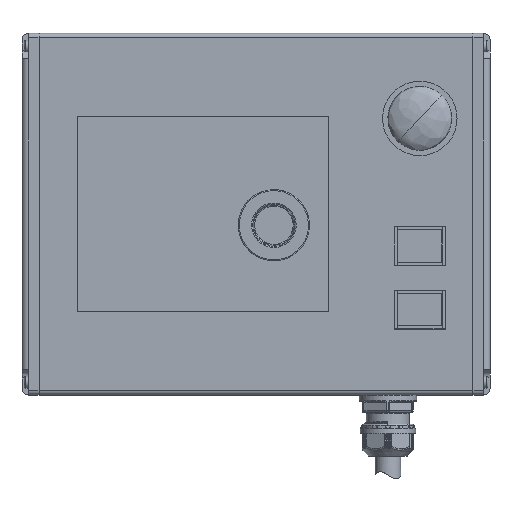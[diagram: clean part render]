
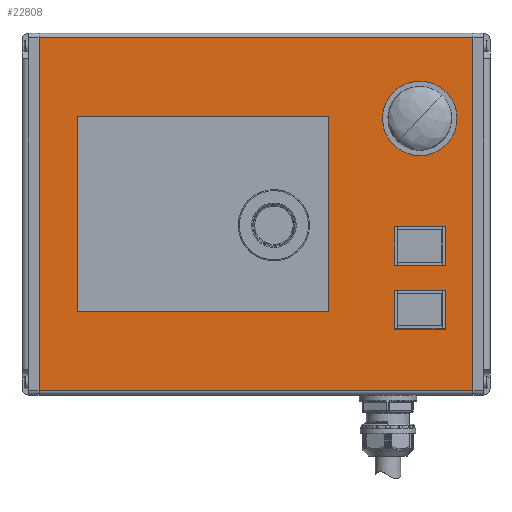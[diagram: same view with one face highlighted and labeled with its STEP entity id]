
A CAD part, top view. The second image highlights one B-rep face of the part: STEP entity #22808.
In plain terms, the highlighted planar face has unit normal (0, 0, 1).
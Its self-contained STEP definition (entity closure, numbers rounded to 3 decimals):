
#147 = DIRECTION ( 'NONE',  ( -1., 0., 0. ) ) ;
#309 = VECTOR ( 'NONE', #12481, 1000. ) ;
#485 = EDGE_CURVE ( 'NONE', #1553, #14578, #33630, .T. ) ;
#792 = CARTESIAN_POINT ( 'NONE',  ( 102., 83., 25. ) ) ;
#962 = LINE ( 'NONE', #35167, #309 ) ;
#1407 = VERTEX_POINT ( 'NONE', #20127 ) ;
#1553 = VERTEX_POINT ( 'NONE', #12961 ) ;
#2309 = VERTEX_POINT ( 'NONE', #22049 ) ;
#2417 = DIRECTION ( 'NONE',  ( 0., -1., 0. ) ) ;
#2792 = VERTEX_POINT ( 'NONE', #3879 ) ;
#2870 = EDGE_CURVE ( 'NONE', #11701, #17153, #962, .T. ) ;
#3500 = CARTESIAN_POINT ( 'NONE',  ( 65., -6., 25. ) ) ;
#3879 = CARTESIAN_POINT ( 'NONE',  ( 101.9, 83., 25. ) ) ;
#3887 = ORIENTED_EDGE ( 'NONE', *, *, #7046, .T. ) ;
#3976 = LINE ( 'NONE', #12572, #19837 ) ;
#4240 = DIRECTION ( 'NONE',  ( 0., 0., 1. ) ) ;
#4268 = EDGE_CURVE ( 'NONE', #4553, #11701, #3976, .T. ) ;
#4501 = VECTOR ( 'NONE', #28146, 1000. ) ;
#4553 = VERTEX_POINT ( 'NONE', #16918 ) ;
#4565 = EDGE_CURVE ( 'NONE', #15257, #29136, #22418, .T. ) ;
#4705 = FACE_BOUND ( 'NONE', #23993, .T. ) ;
#5174 = ORIENTED_EDGE ( 'NONE', *, *, #4565, .F. ) ;
#5753 = EDGE_CURVE ( 'NONE', #12646, #24497, #17563, .T. ) ;
#6323 = LINE ( 'NONE', #6690, #35754 ) ;
#6677 = LINE ( 'NONE', #6865, #21974 ) ;
#6690 = CARTESIAN_POINT ( 'NONE',  ( 101.9, 83., 25. ) ) ;
#6865 = CARTESIAN_POINT ( 'NONE',  ( -101.9, 83., 25. ) ) ;
#7046 = EDGE_CURVE ( 'NONE', #2309, #25659, #27467, .T. ) ;
#7129 = VECTOR ( 'NONE', #16014, 1000. ) ;
#7236 = CIRCLE ( 'NONE', #22983, 17.5 ) ;
#7560 = CARTESIAN_POINT ( 'NONE',  ( 89., -6., 25. ) ) ;
#7561 = ORIENTED_EDGE ( 'NONE', *, *, #5753, .F. ) ;
#7563 = VECTOR ( 'NONE', #11221, 1000. ) ;
#7624 = VECTOR ( 'NONE', #147, 1000. ) ;
#7852 = LINE ( 'NONE', #25193, #7624 ) ;
#8003 = CARTESIAN_POINT ( 'NONE',  ( 102., 83., 25. ) ) ;
#8145 = CARTESIAN_POINT ( 'NONE',  ( 59.5, 45., 25. ) ) ;
#8843 = ORIENTED_EDGE ( 'NONE', *, *, #31621, .F. ) ;
#9196 = VERTEX_POINT ( 'NONE', #22847 ) ;
#9630 = LINE ( 'NONE', #26803, #7129 ) ;
#9638 = CARTESIAN_POINT ( 'NONE',  ( 102., -54., 25. ) ) ;
#9749 = VECTOR ( 'NONE', #23916, 1000. ) ;
#10080 = VECTOR ( 'NONE', #2417, 1000. ) ;
#10284 = EDGE_CURVE ( 'NONE', #16340, #1407, #7236, .T. ) ;
#10540 = DIRECTION ( 'NONE',  ( -1., 0., 0. ) ) ;
#10790 = LINE ( 'NONE', #33106, #14589 ) ;
#11221 = DIRECTION ( 'NONE',  ( 0., -1., 0. ) ) ;
#11537 = CARTESIAN_POINT ( 'NONE',  ( -84., 46., 25. ) ) ;
#11701 = VERTEX_POINT ( 'NONE', #21761 ) ;
#11879 = ORIENTED_EDGE ( 'NONE', *, *, #17182, .F. ) ;
#12100 = ORIENTED_EDGE ( 'NONE', *, *, #20783, .F. ) ;
#12171 = DIRECTION ( 'NONE',  ( 0., 1., 0. ) ) ;
#12193 = ORIENTED_EDGE ( 'NONE', *, *, #13792, .T. ) ;
#12432 = CARTESIAN_POINT ( 'NONE',  ( 77., 45., 25. ) ) ;
#12481 = DIRECTION ( 'NONE',  ( 0., 1., 0. ) ) ;
#12572 = CARTESIAN_POINT ( 'NONE',  ( 102., -24., 25. ) ) ;
#12646 = VERTEX_POINT ( 'NONE', #11537 ) ;
#12846 = ORIENTED_EDGE ( 'NONE', *, *, #10284, .F. ) ;
#12933 = DIRECTION ( 'NONE',  ( 0., 0., -1. ) ) ;
#12961 = CARTESIAN_POINT ( 'NONE',  ( 65., -54., 25. ) ) ;
#13349 = EDGE_CURVE ( 'NONE', #17153, #34262, #9630, .T. ) ;
#13562 = CARTESIAN_POINT ( 'NONE',  ( 89., 83., 25. ) ) ;
#13647 = FACE_OUTER_BOUND ( 'NONE', #27777, .T. ) ;
#13792 = EDGE_CURVE ( 'NONE', #27692, #2792, #6323, .T. ) ;
#14244 = ORIENTED_EDGE ( 'NONE', *, *, #21087, .T. ) ;
#14486 = LINE ( 'NONE', #792, #33105 ) ;
#14578 = VERTEX_POINT ( 'NONE', #33001 ) ;
#14589 = VECTOR ( 'NONE', #30714, 1000. ) ;
#15135 = CARTESIAN_POINT ( 'NONE',  ( 89., -54., 25. ) ) ;
#15257 = VERTEX_POINT ( 'NONE', #25428 ) ;
#15447 = CIRCLE ( 'NONE', #18384, 17.5 ) ;
#15568 = DIRECTION ( 'NONE',  ( 1., 0., 0. ) ) ;
#15856 = FACE_BOUND ( 'NONE', #21108, .T. ) ;
#15984 = CARTESIAN_POINT ( 'NONE',  ( -101.9, -83., 25. ) ) ;
#16014 = DIRECTION ( 'NONE',  ( 1., 0., 0. ) ) ;
#16219 = FACE_BOUND ( 'NONE', #22399, .T. ) ;
#16340 = VERTEX_POINT ( 'NONE', #8145 ) ;
#16673 = EDGE_CURVE ( 'NONE', #34262, #4553, #10790, .T. ) ;
#16918 = CARTESIAN_POINT ( 'NONE',  ( 89., -24., 25. ) ) ;
#17153 = VERTEX_POINT ( 'NONE', #3500 ) ;
#17182 = EDGE_CURVE ( 'NONE', #24497, #15257, #30209, .T. ) ;
#17256 = ORIENTED_EDGE ( 'NONE', *, *, #13349, .T. ) ;
#17563 = LINE ( 'NONE', #34196, #7563 ) ;
#17831 = EDGE_LOOP ( 'NONE', ( #12846, #34246 ) ) ;
#18384 = AXIS2_PLACEMENT_3D ( 'NONE', #12432, #26500, #21363 ) ;
#18506 = CARTESIAN_POINT ( 'NONE',  ( 34., -46., 25. ) ) ;
#19124 = LINE ( 'NONE', #30111, #26707 ) ;
#19837 = VECTOR ( 'NONE', #20794, 1000. ) ;
#20127 = CARTESIAN_POINT ( 'NONE',  ( 94.5, 45., 25. ) ) ;
#20144 = EDGE_CURVE ( 'NONE', #14578, #2309, #32521, .T. ) ;
#20317 = ORIENTED_EDGE ( 'NONE', *, *, #21900, .T. ) ;
#20767 = AXIS2_PLACEMENT_3D ( 'NONE', #8003, #12933, #32515 ) ;
#20783 = EDGE_CURVE ( 'NONE', #27692, #23986, #19124, .T. ) ;
#20794 = DIRECTION ( 'NONE',  ( -1., 0., 0. ) ) ;
#21087 = EDGE_CURVE ( 'NONE', #9196, #23986, #6677, .T. ) ;
#21108 = EDGE_LOOP ( 'NONE', ( #35241, #3887, #22947, #31892 ) ) ;
#21363 = DIRECTION ( 'NONE',  ( -1., 0., 0. ) ) ;
#21500 = ORIENTED_EDGE ( 'NONE', *, *, #4268, .T. ) ;
#21618 = VECTOR ( 'NONE', #15568, 1000. ) ;
#21761 = CARTESIAN_POINT ( 'NONE',  ( 65., -24., 25. ) ) ;
#21900 = EDGE_CURVE ( 'NONE', #2792, #9196, #14486, .T. ) ;
#21974 = VECTOR ( 'NONE', #31736, 1000. ) ;
#22049 = CARTESIAN_POINT ( 'NONE',  ( 89., -36., 25. ) ) ;
#22241 = CARTESIAN_POINT ( 'NONE',  ( 34., 46., 25. ) ) ;
#22399 = EDGE_LOOP ( 'NONE', ( #8843, #5174, #11879, #7561 ) ) ;
#22418 = LINE ( 'NONE', #22241, #28053 ) ;
#22808 = ADVANCED_FACE ( 'NONE', ( #27188, #4705, #15856, #16219, #13647 ), #33043, .F. ) ;
#22847 = CARTESIAN_POINT ( 'NONE',  ( -101.9, 83., 25. ) ) ;
#22947 = ORIENTED_EDGE ( 'NONE', *, *, #35263, .T. ) ;
#22983 = AXIS2_PLACEMENT_3D ( 'NONE', #31686, #4240, #29304 ) ;
#23916 = DIRECTION ( 'NONE',  ( 1., 0., 0. ) ) ;
#23986 = VERTEX_POINT ( 'NONE', #15984 ) ;
#23993 = EDGE_LOOP ( 'NONE', ( #17256, #32410, #21500, #35840 ) ) ;
#24497 = VERTEX_POINT ( 'NONE', #32375 ) ;
#25193 = CARTESIAN_POINT ( 'NONE',  ( 34., 46., 25. ) ) ;
#25428 = CARTESIAN_POINT ( 'NONE',  ( 34., -46., 25. ) ) ;
#25642 = DIRECTION ( 'NONE',  ( -1., 0., 0. ) ) ;
#25659 = VERTEX_POINT ( 'NONE', #15135 ) ;
#25944 = CARTESIAN_POINT ( 'NONE',  ( 65., 83., 25. ) ) ;
#26500 = DIRECTION ( 'NONE',  ( 0., 0., 1. ) ) ;
#26707 = VECTOR ( 'NONE', #10540, 1000. ) ;
#26803 = CARTESIAN_POINT ( 'NONE',  ( 102., -6., 25. ) ) ;
#27188 = FACE_BOUND ( 'NONE', #17831, .T. ) ;
#27467 = LINE ( 'NONE', #13562, #10080 ) ;
#27659 = EDGE_CURVE ( 'NONE', #1407, #16340, #15447, .T. ) ;
#27692 = VERTEX_POINT ( 'NONE', #30517 ) ;
#27777 = EDGE_LOOP ( 'NONE', ( #20317, #14244, #12100, #12193 ) ) ;
#28053 = VECTOR ( 'NONE', #33399, 1000. ) ;
#28146 = DIRECTION ( 'NONE',  ( 0., 1., 0. ) ) ;
#29136 = VERTEX_POINT ( 'NONE', #32727 ) ;
#29202 = DIRECTION ( 'NONE',  ( -1., 0., 0. ) ) ;
#29304 = DIRECTION ( 'NONE',  ( -1., 0., 0. ) ) ;
#29389 = LINE ( 'NONE', #9638, #35744 ) ;
#30111 = CARTESIAN_POINT ( 'NONE',  ( 102., -83., 25. ) ) ;
#30209 = LINE ( 'NONE', #18506, #21618 ) ;
#30517 = CARTESIAN_POINT ( 'NONE',  ( 101.9, -83., 25. ) ) ;
#30714 = DIRECTION ( 'NONE',  ( 0., -1., 0. ) ) ;
#31621 = EDGE_CURVE ( 'NONE', #29136, #12646, #7852, .T. ) ;
#31686 = CARTESIAN_POINT ( 'NONE',  ( 77., 45., 25. ) ) ;
#31736 = DIRECTION ( 'NONE',  ( 0., -1., 0. ) ) ;
#31892 = ORIENTED_EDGE ( 'NONE', *, *, #485, .T. ) ;
#32149 = CARTESIAN_POINT ( 'NONE',  ( 102., -36., 25. ) ) ;
#32375 = CARTESIAN_POINT ( 'NONE',  ( -84., -46., 25. ) ) ;
#32410 = ORIENTED_EDGE ( 'NONE', *, *, #16673, .T. ) ;
#32515 = DIRECTION ( 'NONE',  ( -1., 0., 0. ) ) ;
#32521 = LINE ( 'NONE', #32149, #9749 ) ;
#32727 = CARTESIAN_POINT ( 'NONE',  ( 34., 46., 25. ) ) ;
#33001 = CARTESIAN_POINT ( 'NONE',  ( 65., -36., 25. ) ) ;
#33043 = PLANE ( 'NONE',  #20767 ) ;
#33105 = VECTOR ( 'NONE', #25642, 1000. ) ;
#33106 = CARTESIAN_POINT ( 'NONE',  ( 89., 83., 25. ) ) ;
#33399 = DIRECTION ( 'NONE',  ( 0., 1., 0. ) ) ;
#33630 = LINE ( 'NONE', #25944, #4501 ) ;
#34196 = CARTESIAN_POINT ( 'NONE',  ( -84., 46., 25. ) ) ;
#34246 = ORIENTED_EDGE ( 'NONE', *, *, #27659, .F. ) ;
#34262 = VERTEX_POINT ( 'NONE', #7560 ) ;
#35167 = CARTESIAN_POINT ( 'NONE',  ( 65., 83., 25. ) ) ;
#35241 = ORIENTED_EDGE ( 'NONE', *, *, #20144, .T. ) ;
#35263 = EDGE_CURVE ( 'NONE', #25659, #1553, #29389, .T. ) ;
#35744 = VECTOR ( 'NONE', #29202, 1000. ) ;
#35754 = VECTOR ( 'NONE', #12171, 1000. ) ;
#35840 = ORIENTED_EDGE ( 'NONE', *, *, #2870, .T. ) ;
